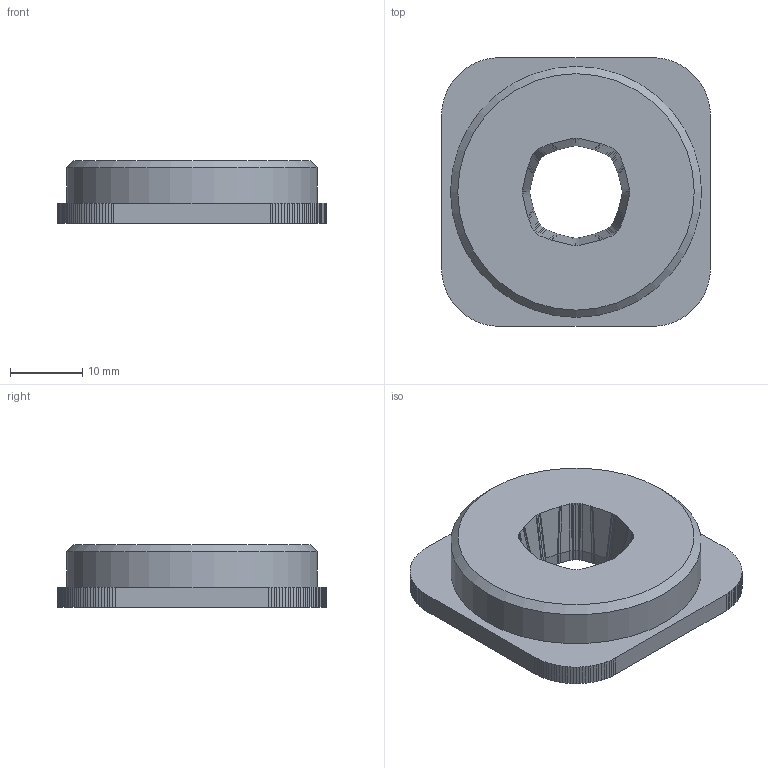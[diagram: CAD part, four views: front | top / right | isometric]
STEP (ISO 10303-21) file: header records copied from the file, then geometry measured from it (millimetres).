
FILE_DESCRIPTION(('FreeCAD Model'),'2;1');
FILE_NAME('Open CASCADE Shape Model','2022-02-06T13:41:39',('Author'),( ''),'Open CASCADE STEP processor 7.5','FreeCAD','Unknown');
FILE_SCHEMA(('AUTOMOTIVE_DESIGN { 1 0 10303 214 1 1 1 1 }'));
Length unit declared in the file: millimetre
Products named in the file (1): difference
Bounding box: 37.18 x 37.12 x 8.7 mm (x, y, z)
Volume: 7945.8 mm3; surface area: 3681.5 mm2
Topology: 1 solids, 1 shells, 294 faces, 790 edges, 500 vertices
Faces by surface type: plane 292, cylinder 1, cone 1
Full cylindrical faces by diameter (mm): 34.7 x1
Entity records: 18796 total; most frequent: CARTESIAN_POINT 3572, DIRECTION 2562, LINE 1961, VECTOR 1961, ORIENTED_EDGE 1580, PCURVE 1580, DEFINITIONAL_REPRESENTATION 1580, EDGE_CURVE 790
